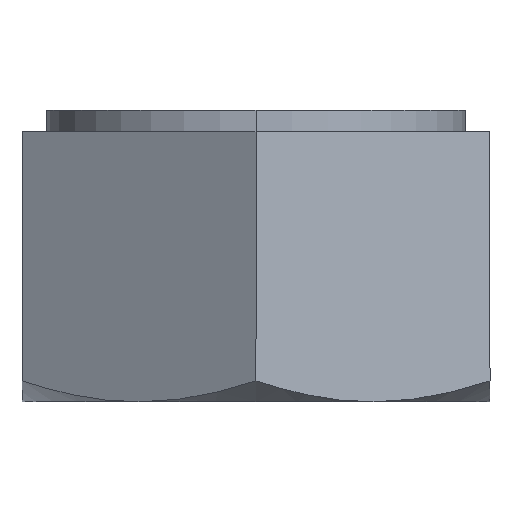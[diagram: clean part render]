
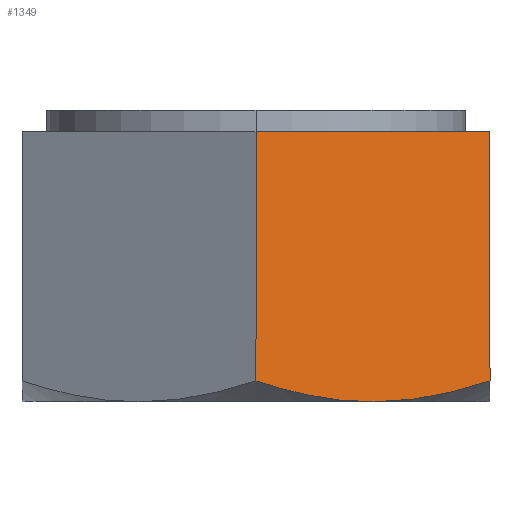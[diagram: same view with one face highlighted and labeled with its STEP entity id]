
A CAD part, left-side view. The second image highlights one B-rep face of the part: STEP entity #1349.
In plain terms, the highlighted planar face has unit normal (-0.866, -0.5, 0).
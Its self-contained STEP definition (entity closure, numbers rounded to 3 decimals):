
#5 = DIRECTION ( 'NONE',  ( -0.866, -0.5, 0. ) ) ;
#72 = CARTESIAN_POINT ( 'NONE',  ( -6.265, -2.149, -7.445 ) ) ;
#121 = ORIENTED_EDGE ( 'NONE', *, *, #1268, .F. ) ;
#159 = CARTESIAN_POINT ( 'NONE',  ( -7.506, 0., 0. ) ) ;
#186 = CARTESIAN_POINT ( 'NONE',  ( -3.753, -6.5, -6.919 ) ) ;
#241 = VECTOR ( 'NONE', #1415, 1000. ) ;
#277 = CARTESIAN_POINT ( 'NONE',  ( -7.506, 0., -6.919 ) ) ;
#292 = DIRECTION ( 'NONE',  ( 0.5, -0.866, 0. ) ) ;
#317 = EDGE_CURVE ( 'NONE', #955, #968, #773, .T. ) ;
#329 = CARTESIAN_POINT ( 'NONE',  ( -5.629, -3.25, -7.5 ) ) ;
#341 = VERTEX_POINT ( 'NONE', #343 ) ;
#343 = CARTESIAN_POINT ( 'NONE',  ( -3.753, -6.5, 0. ) ) ;
#375 = AXIS2_PLACEMENT_3D ( 'NONE', #1082, #5, #292 ) ;
#380 = EDGE_CURVE ( 'NONE', #1352, #341, #543, .T. ) ;
#385 = CARTESIAN_POINT ( 'NONE',  ( -3.753, -6.5, -6.919 ) ) ;
#402 = ORIENTED_EDGE ( 'NONE', *, *, #1427, .F. ) ;
#447 = CARTESIAN_POINT ( 'NONE',  ( -5.629, -3.25, -7.5 ) ) ;
#485 = ORIENTED_EDGE ( 'NONE', *, *, #380, .T. ) ;
#543 = LINE ( 'NONE', #654, #927 ) ;
#595 = VECTOR ( 'NONE', #925, 1000. ) ;
#621 = B_SPLINE_CURVE_WITH_KNOTS ( 'NONE', 3,
 ( #733, #1025, #1659, #1265, #623, #1110, #1099, #385 ),
 .UNSPECIFIED., .F., .F.,
 ( 4, 2, 2, 4 ),
 ( 0.004, 0.005, 0.006, 0.008 ),
 .UNSPECIFIED. ) ;
#623 = CARTESIAN_POINT ( 'NONE',  ( -4.836, -4.623, -7.394 ) ) ;
#654 = CARTESIAN_POINT ( 'NONE',  ( -3.753, -6.5, -7.5 ) ) ;
#661 = CARTESIAN_POINT ( 'NONE',  ( -7.506, 0., -7.5 ) ) ;
#733 = CARTESIAN_POINT ( 'NONE',  ( -5.629, -3.25, -7.5 ) ) ;
#769 = EDGE_CURVE ( 'NONE', #968, #1352, #621, .T. ) ;
#773 = B_SPLINE_CURVE_WITH_KNOTS ( 'NONE', 3,
 ( #277, #875, #860, #72, #928, #329 ),
 .UNSPECIFIED., .F., .F.,
 ( 4, 2, 4 ),
 ( 0., 0.002, 0.004 ),
 .UNSPECIFIED. ) ;
#789 = FACE_OUTER_BOUND ( 'NONE', #1180, .T. ) ;
#823 = CARTESIAN_POINT ( 'NONE',  ( -7.506, 0., -6.919 ) ) ;
#856 = LINE ( 'NONE', #661, #595 ) ;
#860 = CARTESIAN_POINT ( 'NONE',  ( -6.889, -1.067, -7.243 ) ) ;
#875 = CARTESIAN_POINT ( 'NONE',  ( -7.199, -0.532, -7.097 ) ) ;
#925 = DIRECTION ( 'NONE',  ( 0., 0., 1. ) ) ;
#927 = VECTOR ( 'NONE', #1286, 1000. ) ;
#928 = CARTESIAN_POINT ( 'NONE',  ( -5.949, -2.696, -7.5 ) ) ;
#955 = VERTEX_POINT ( 'NONE', #823 ) ;
#968 = VERTEX_POINT ( 'NONE', #447 ) ;
#969 = VERTEX_POINT ( 'NONE', #159 ) ;
#1025 = CARTESIAN_POINT ( 'NONE',  ( -5.47, -3.526, -7.5 ) ) ;
#1028 = PLANE ( 'NONE',  #375 ) ;
#1082 = CARTESIAN_POINT ( 'NONE',  ( -7.506, 0., -7.5 ) ) ;
#1093 = ORIENTED_EDGE ( 'NONE', *, *, #317, .T. ) ;
#1099 = CARTESIAN_POINT ( 'NONE',  ( -4.059, -5.97, -7.096 ) ) ;
#1110 = CARTESIAN_POINT ( 'NONE',  ( -4.368, -5.435, -7.242 ) ) ;
#1180 = EDGE_LOOP ( 'NONE', ( #402, #1093, #1195, #485, #121 ) ) ;
#1195 = ORIENTED_EDGE ( 'NONE', *, *, #769, .T. ) ;
#1265 = CARTESIAN_POINT ( 'NONE',  ( -4.994, -4.351, -7.433 ) ) ;
#1268 = EDGE_CURVE ( 'NONE', #969, #341, #1382, .T. ) ;
#1286 = DIRECTION ( 'NONE',  ( 0., 0., 1. ) ) ;
#1349 = ADVANCED_FACE ( 'NONE', ( #789 ), #1028, .T. ) ;
#1352 = VERTEX_POINT ( 'NONE', #186 ) ;
#1382 = LINE ( 'NONE', #1422, #241 ) ;
#1415 = DIRECTION ( 'NONE',  ( 0.5, -0.866, 0. ) ) ;
#1422 = CARTESIAN_POINT ( 'NONE',  ( -7.506, 0., 0. ) ) ;
#1427 = EDGE_CURVE ( 'NONE', #955, #969, #856, .T. ) ;
#1659 = CARTESIAN_POINT ( 'NONE',  ( -5.31, -3.803, -7.486 ) ) ;
